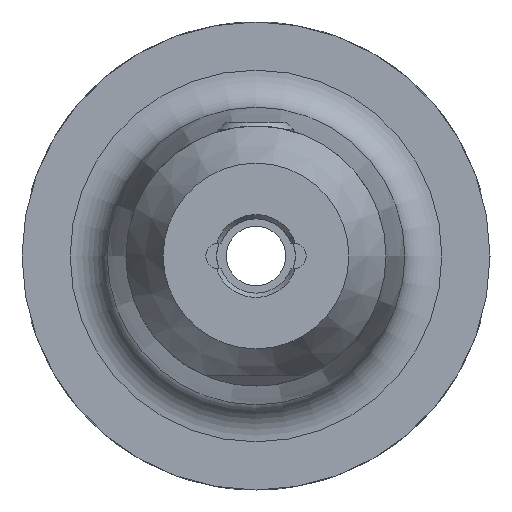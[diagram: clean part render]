
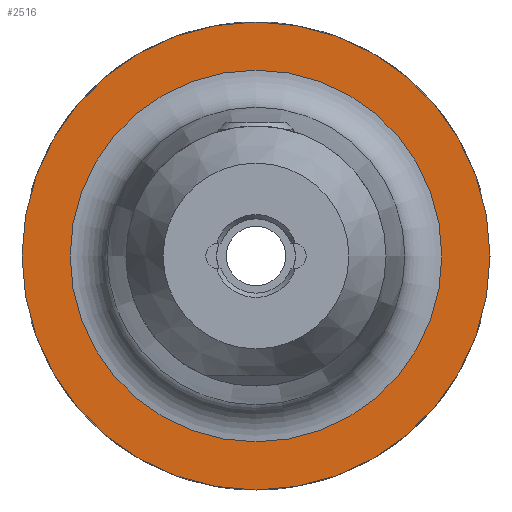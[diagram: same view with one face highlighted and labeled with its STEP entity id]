
A CAD part, left-side view. The second image highlights one B-rep face of the part: STEP entity #2516.
In plain terms, the highlighted planar face has unit normal (-1, 0, 0).
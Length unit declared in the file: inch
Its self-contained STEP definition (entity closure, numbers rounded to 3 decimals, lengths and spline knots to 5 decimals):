
#59=FACE_BOUND('',#668,.T.);
#126=PLANE('',#2800);
#516=FACE_OUTER_BOUND('',#667,.T.);
#667=EDGE_LOOP('',(#2210,#2211));
#668=EDGE_LOOP('',(#2212,#2213));
#689=CIRCLE('',#2577,1.24016);
#690=CIRCLE('',#2578,1.24016);
#804=CIRCLE('',#2798,0.98491);
#805=CIRCLE('',#2799,0.98491);
#932=VERTEX_POINT('',#3798);
#933=VERTEX_POINT('',#3800);
#1136=VERTEX_POINT('',#5573);
#1137=VERTEX_POINT('',#5575);
#1194=EDGE_CURVE('',#932,#933,#689,.T.);
#1195=EDGE_CURVE('',#933,#932,#690,.T.);
#1496=EDGE_CURVE('',#1137,#1136,#804,.T.);
#1497=EDGE_CURVE('',#1136,#1137,#805,.T.);
#2210=ORIENTED_EDGE('',*,*,#1195,.F.);
#2211=ORIENTED_EDGE('',*,*,#1194,.F.);
#2212=ORIENTED_EDGE('',*,*,#1496,.T.);
#2213=ORIENTED_EDGE('',*,*,#1497,.T.);
#2516=ADVANCED_FACE('',(#516,#59),#126,.T.);
#2577=AXIS2_PLACEMENT_3D('',#3801,#2903,#2904);
#2578=AXIS2_PLACEMENT_3D('',#3802,#2905,#2906);
#2798=AXIS2_PLACEMENT_3D('',#5576,#3441,#3442);
#2799=AXIS2_PLACEMENT_3D('',#5577,#3443,#3444);
#2800=AXIS2_PLACEMENT_3D('',#5578,#3445,#3446);
#2903=DIRECTION('center_axis',(1.,0.,0.));
#2904=DIRECTION('ref_axis',(0.,1.,0.));
#2905=DIRECTION('center_axis',(1.,0.,0.));
#2906=DIRECTION('ref_axis',(0.,1.,0.));
#3441=DIRECTION('center_axis',(1.,0.,0.));
#3442=DIRECTION('ref_axis',(0.,1.,0.));
#3443=DIRECTION('center_axis',(1.,0.,0.));
#3444=DIRECTION('ref_axis',(0.,1.,0.));
#3445=DIRECTION('center_axis',(-1.,0.,0.));
#3446=DIRECTION('ref_axis',(0.,0.,1.));
#3798=CARTESIAN_POINT('',(-0.86614,-1.24016,0.));
#3800=CARTESIAN_POINT('',(-0.86614,1.24016,0.));
#3801=CARTESIAN_POINT('Origin',(-0.86614,0.,
0.));
#3802=CARTESIAN_POINT('Origin',(-0.86614,0.,
0.));
#5573=CARTESIAN_POINT('',(-0.86614,0.,0.98491));
#5575=CARTESIAN_POINT('',(-0.86614,0.98491,0.));
#5576=CARTESIAN_POINT('Origin',(-0.86614,0.,
0.));
#5577=CARTESIAN_POINT('Origin',(-0.86614,0.,
0.));
#5578=CARTESIAN_POINT('Origin',(-0.86614,1.11253,0.));
